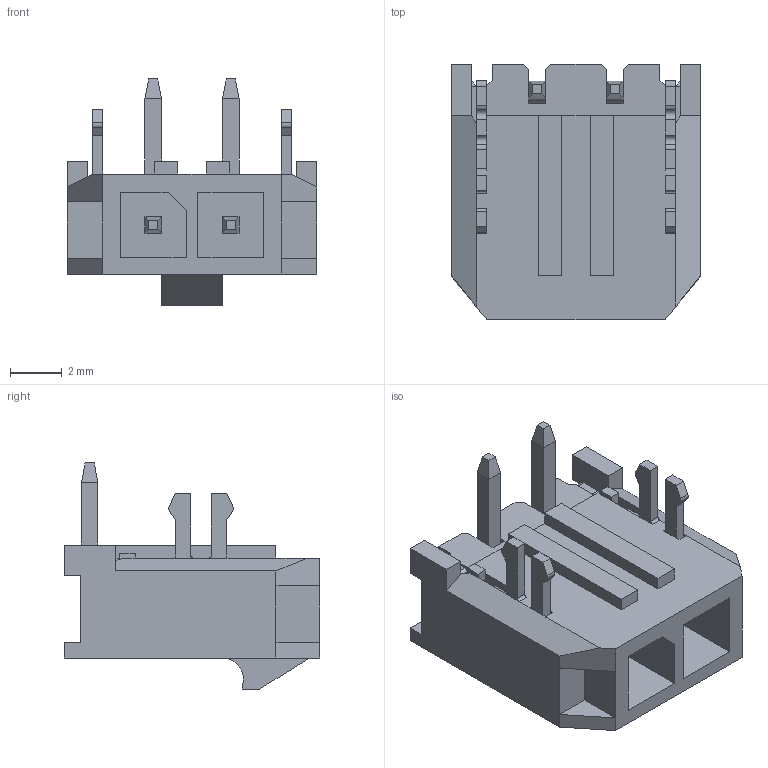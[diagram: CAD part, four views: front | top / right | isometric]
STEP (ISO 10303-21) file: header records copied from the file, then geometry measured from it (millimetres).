
FILE_DESCRIPTION( ('This file contains a STEP AP42 implementation' ,'as created by ZW3D STEP Interface translator.') ,'2;1' );
FILE_NAME( 'WF3001-1WRXXBT2.stp' ,'23 5 8.164226', (''), ('ZWCAD Software Co.'), 'Version 1.0', 'ZW3D to STEP translator', '' );
FILE_SCHEMA(('AUTOMOTIVE_DESIGN { 1 0 10303 214 1 1 1 1 }'));
Length unit declared in the file: millimetre
Products named in the file (2): 0; WF3001-1WR02BT2
Bounding box: 9.65 x 9.9 x 8.75 mm (x, y, z)
Volume: 255.5 mm3; surface area: 649.9 mm2
Topology: 1 solids, 9 shells, 385 faces, 990 edges, 620 vertices
Faces by surface type: plane 329, cylinder 56
Entity records: 11819 total; most frequent: CARTESIAN_POINT 2002, ORIENTED_EDGE 1980, DIRECTION 1878, EDGE_CURVE 990, VECTOR 870, LINE 870, VERTEX_POINT 620, AXIS2_PLACEMENT_3D 504
